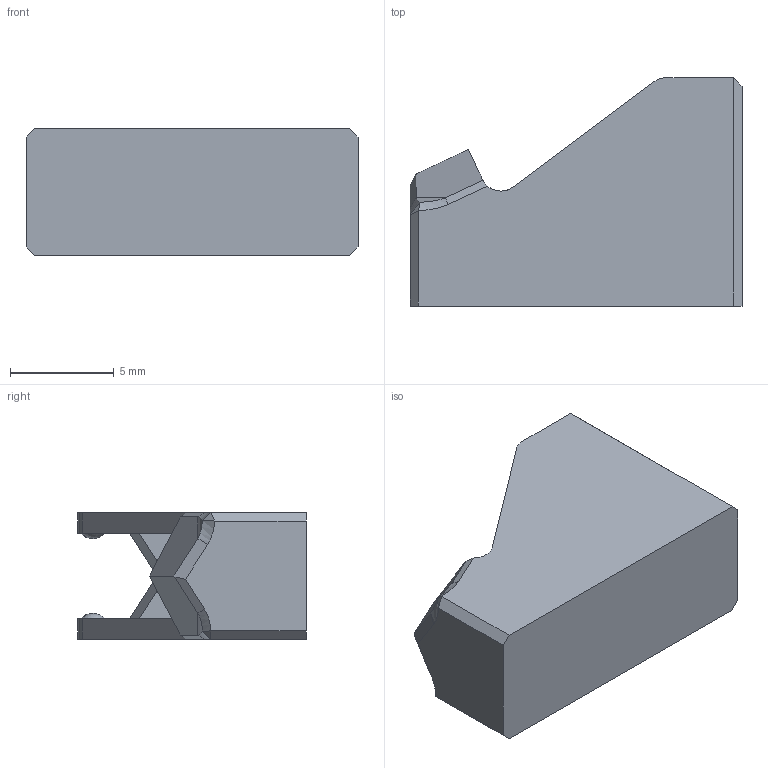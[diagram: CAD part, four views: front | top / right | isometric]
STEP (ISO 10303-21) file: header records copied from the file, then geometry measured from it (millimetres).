
FILE_DESCRIPTION (( 'STEP AP203' ), '1' );
FILE_NAME ('蠶芛碟聆彸.STEP', '2024-09-22T13:05:54', ( '' ), ( '' ), 'SwSTEP 2.0', 'SolidWorks 2022', '' );
FILE_SCHEMA (( 'CONFIG_CONTROL_DESIGN' ));
Length unit declared in the file: millimetre
Products named in the file (1): 蠶芛碟聆彸
Bounding box: 16 x 11 x 6.1 mm (x, y, z)
Volume: 381.3 mm3; surface area: 813.8 mm2
Topology: 1 solids, 1 shells, 50 faces, 126 edges, 80 vertices
Faces by surface type: plane 36, cylinder 6, sphere 4, bspline 4
Entity records: 1730 total; most frequent: CARTESIAN_POINT 502, ORIENTED_EDGE 252, DIRECTION 214, EDGE_CURVE 126, LINE 88, VECTOR 88, VERTEX_POINT 80, AXIS2_PLACEMENT_3D 63
